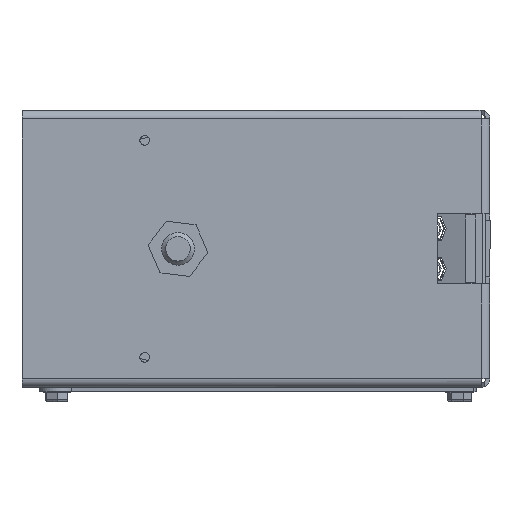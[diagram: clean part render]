
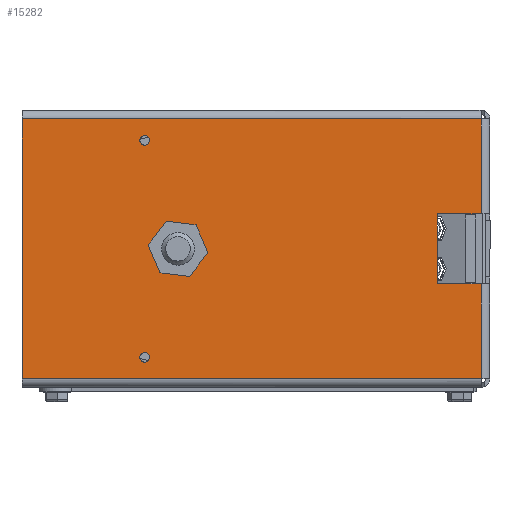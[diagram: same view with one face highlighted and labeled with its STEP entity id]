
A CAD part, front view. The second image highlights one B-rep face of the part: STEP entity #15282.
In plain terms, the highlighted planar face has unit normal (0, -1, 0).
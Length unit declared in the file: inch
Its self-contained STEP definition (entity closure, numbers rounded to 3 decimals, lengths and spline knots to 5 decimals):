
#508=FACE_BOUND('',#2177,.T.);
#509=FACE_BOUND('',#2178,.T.);
#510=FACE_BOUND('',#2179,.T.);
#711=PLANE('',#16437);
#1303=FACE_OUTER_BOUND('',#2176,.T.);
#2176=EDGE_LOOP('',(#10621,#10622,#10623,#10624,#10625,#10626,#10627,#10628,
#10629,#10630,#10631,#10632));
#2177=EDGE_LOOP('',(#10633));
#2178=EDGE_LOOP('',(#10634));
#2179=EDGE_LOOP('',(#10635));
#3247=LINE('',#22506,#4787);
#3256=LINE('',#22538,#4796);
#3257=LINE('',#22540,#4797);
#3258=LINE('',#22542,#4798);
#3259=LINE('',#22544,#4799);
#3260=LINE('',#22546,#4800);
#3261=LINE('',#22548,#4801);
#3262=LINE('',#22550,#4802);
#3263=LINE('',#22552,#4803);
#3264=LINE('',#22554,#4804);
#3265=LINE('',#22556,#4805);
#3266=LINE('',#22557,#4806);
#4787=VECTOR('',#17981,0.3937);
#4796=VECTOR('',#18010,0.3937);
#4797=VECTOR('',#18011,0.3937);
#4798=VECTOR('',#18012,0.3937);
#4799=VECTOR('',#18013,0.3937);
#4800=VECTOR('',#18014,0.3937);
#4801=VECTOR('',#18015,0.3937);
#4802=VECTOR('',#18016,0.3937);
#4803=VECTOR('',#18017,0.3937);
#4804=VECTOR('',#18018,0.3937);
#4805=VECTOR('',#18019,0.3937);
#4806=VECTOR('',#18020,0.3937);
#6336=CIRCLE('',#16438,0.07);
#6337=CIRCLE('',#16439,0.07);
#6338=CIRCLE('',#16440,0.28);
#6877=VERTEX_POINT('',#22503);
#6878=VERTEX_POINT('',#22505);
#6891=VERTEX_POINT('',#22537);
#6892=VERTEX_POINT('',#22539);
#6893=VERTEX_POINT('',#22541);
#6894=VERTEX_POINT('',#22543);
#6895=VERTEX_POINT('',#22545);
#6896=VERTEX_POINT('',#22547);
#6897=VERTEX_POINT('',#22549);
#6898=VERTEX_POINT('',#22551);
#6899=VERTEX_POINT('',#22553);
#6900=VERTEX_POINT('',#22555);
#6901=VERTEX_POINT('',#22558);
#6902=VERTEX_POINT('',#22560);
#6903=VERTEX_POINT('',#22562);
#8351=EDGE_CURVE('',#6878,#6877,#3247,.T.);
#8367=EDGE_CURVE('',#6891,#6877,#3256,.T.);
#8368=EDGE_CURVE('',#6892,#6891,#3257,.T.);
#8369=EDGE_CURVE('',#6892,#6893,#3258,.T.);
#8370=EDGE_CURVE('',#6893,#6894,#3259,.T.);
#8371=EDGE_CURVE('',#6894,#6895,#3260,.T.);
#8372=EDGE_CURVE('',#6895,#6896,#3261,.T.);
#8373=EDGE_CURVE('',#6896,#6897,#3262,.T.);
#8374=EDGE_CURVE('',#6897,#6898,#3263,.T.);
#8375=EDGE_CURVE('',#6898,#6899,#3264,.T.);
#8376=EDGE_CURVE('',#6900,#6899,#3265,.T.);
#8377=EDGE_CURVE('',#6878,#6900,#3266,.T.);
#8378=EDGE_CURVE('',#6901,#6901,#6336,.T.);
#8379=EDGE_CURVE('',#6902,#6902,#6337,.T.);
#8380=EDGE_CURVE('',#6903,#6903,#6338,.T.);
#10621=ORIENTED_EDGE('',*,*,#8351,.T.);
#10622=ORIENTED_EDGE('',*,*,#8367,.F.);
#10623=ORIENTED_EDGE('',*,*,#8368,.F.);
#10624=ORIENTED_EDGE('',*,*,#8369,.T.);
#10625=ORIENTED_EDGE('',*,*,#8370,.T.);
#10626=ORIENTED_EDGE('',*,*,#8371,.T.);
#10627=ORIENTED_EDGE('',*,*,#8372,.T.);
#10628=ORIENTED_EDGE('',*,*,#8373,.T.);
#10629=ORIENTED_EDGE('',*,*,#8374,.T.);
#10630=ORIENTED_EDGE('',*,*,#8375,.T.);
#10631=ORIENTED_EDGE('',*,*,#8376,.F.);
#10632=ORIENTED_EDGE('',*,*,#8377,.F.);
#10633=ORIENTED_EDGE('',*,*,#8378,.T.);
#10634=ORIENTED_EDGE('',*,*,#8379,.T.);
#10635=ORIENTED_EDGE('',*,*,#8380,.T.);
#15282=ADVANCED_FACE('',(#1303,#508,#509,#510),#711,.T.);
#16437=AXIS2_PLACEMENT_3D('',#22536,#18008,#18009);
#16438=AXIS2_PLACEMENT_3D('',#22559,#18021,#18022);
#16439=AXIS2_PLACEMENT_3D('',#22561,#18023,#18024);
#16440=AXIS2_PLACEMENT_3D('',#22563,#18025,#18026);
#17981=DIRECTION('',(0.,0.,-1.));
#18008=DIRECTION('center_axis',(0.,-1.,0.));
#18009=DIRECTION('ref_axis',(0.,0.,-1.));
#18010=DIRECTION('',(-1.,0.,0.));
#18011=DIRECTION('',(0.,0.,-1.));
#18012=DIRECTION('',(-1.,0.,0.));
#18013=DIRECTION('',(0.,0.,1.));
#18014=DIRECTION('',(-1.,0.,0.));
#18015=DIRECTION('',(0.,0.,1.));
#18016=DIRECTION('',(1.,0.,0.));
#18017=DIRECTION('',(0.,0.,1.));
#18018=DIRECTION('',(1.,0.,0.));
#18019=DIRECTION('',(0.,0.,-1.));
#18020=DIRECTION('',(1.,0.,0.));
#18021=DIRECTION('center_axis',(0.,1.,0.));
#18022=DIRECTION('ref_axis',(-1.,0.,0.));
#18023=DIRECTION('center_axis',(0.,1.,0.));
#18024=DIRECTION('ref_axis',(-1.,0.,0.));
#18025=DIRECTION('center_axis',(0.,1.,0.));
#18026=DIRECTION('ref_axis',(-1.,0.,0.));
#22503=CARTESIAN_POINT('',(-6.75,-0.0635,-1.873));
#22505=CARTESIAN_POINT('',(-6.75,-0.0635,1.873));
#22506=CARTESIAN_POINT('',(-6.75,-0.0635,1.));
#22536=CARTESIAN_POINT('Origin',(0.,-0.0635,0.));
#22537=CARTESIAN_POINT('',(-0.127,-0.0635,-1.873));
#22538=CARTESIAN_POINT('',(-0.73947,-0.0635,-1.873));
#22539=CARTESIAN_POINT('',(-0.127,-0.0635,-0.505));
#22540=CARTESIAN_POINT('',(-0.127,-0.0635,0.));
#22541=CARTESIAN_POINT('',(-0.76,-0.0635,-0.505));
#22542=CARTESIAN_POINT('',(0.,-0.0635,-0.505));
#22543=CARTESIAN_POINT('',(-0.76,-0.0635,-0.475));
#22544=CARTESIAN_POINT('',(-0.76,-0.0635,-0.2275));
#22545=CARTESIAN_POINT('',(-0.7635,-0.0635,-0.475));
#22546=CARTESIAN_POINT('',(-0.38175,-0.0635,-0.475));
#22547=CARTESIAN_POINT('',(-0.7635,-0.0635,0.475));
#22548=CARTESIAN_POINT('',(-0.7635,-0.0635,0.2375));
#22549=CARTESIAN_POINT('',(-0.76,-0.0635,0.475));
#22550=CARTESIAN_POINT('',(-0.03175,-0.0635,0.475));
#22551=CARTESIAN_POINT('',(-0.76,-0.0635,0.505));
#22552=CARTESIAN_POINT('',(-0.76,-0.0635,0.2275));
#22553=CARTESIAN_POINT('',(-0.127,-0.0635,0.505));
#22554=CARTESIAN_POINT('',(0.,-0.0635,0.505));
#22555=CARTESIAN_POINT('',(-0.127,-0.0635,1.873));
#22556=CARTESIAN_POINT('',(-0.127,-0.0635,0.));
#22557=CARTESIAN_POINT('',(-0.73947,-0.0635,1.873));
#22558=CARTESIAN_POINT('',(-4.91,-0.0635,1.565));
#22559=CARTESIAN_POINT('Origin',(-4.98,-0.0635,1.565));
#22560=CARTESIAN_POINT('',(-4.91,-0.0635,-1.565));
#22561=CARTESIAN_POINT('Origin',(-4.98,-0.0635,-1.565));
#22562=CARTESIAN_POINT('',(-4.22,-0.0635,0.));
#22563=CARTESIAN_POINT('Origin',(-4.5,-0.0635,0.));
